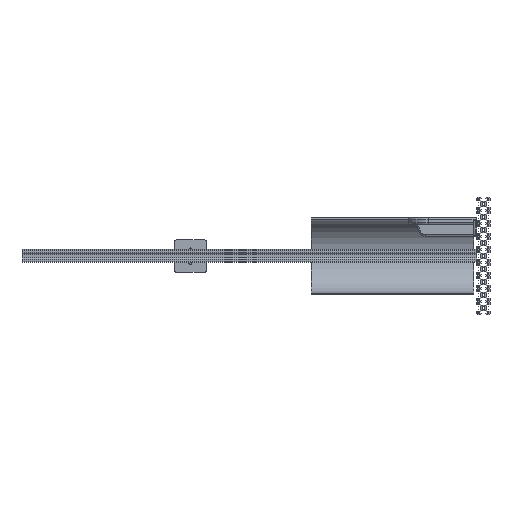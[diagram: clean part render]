
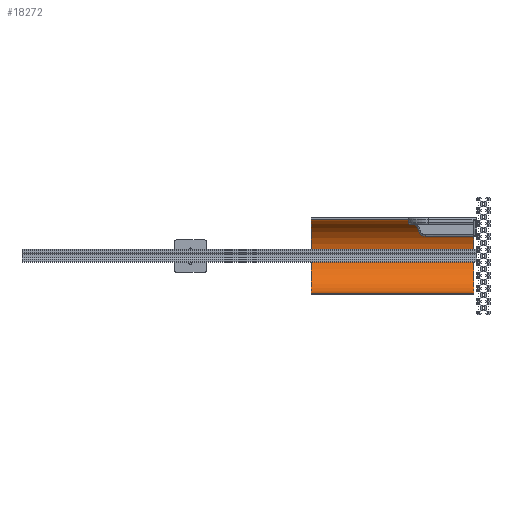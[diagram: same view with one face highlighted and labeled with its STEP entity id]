
A CAD part, left-side view. The second image highlights one B-rep face of the part: STEP entity #18272.
In plain terms, the highlighted cylindrical face has radius 56.735 mm (diameter 113.47 mm), a partial arc.
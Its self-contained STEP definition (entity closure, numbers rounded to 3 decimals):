
#62=B_SPLINE_CURVE_WITH_KNOTS('',3,(#28288,#28289,#28290,#28291,#28292,
#28293,#28294,#28295,#28296,#28297,#28298,#28299,#28300,#28301,#28302,#28303,
#28304,#28305,#28306,#28307,#28308,#28309,#28310,#28311,#28312,#28313,#28314,
#28315,#28316,#28317,#28318,#28319,#28320,#28321),.UNSPECIFIED.,.T.,.F.,
(4,2,2,2,2,2,2,2,2,2,2,2,2,2,2,2,4),(0.,0.103,0.207,
0.315,0.423,0.53,0.638,
0.741,0.844,0.948,1.051,
1.158,1.265,1.373,1.482,1.585,
1.689),.UNSPECIFIED.);
#64=B_SPLINE_CURVE_WITH_KNOTS('',3,(#28360,#28361,#28362,#28363,#28364,
#28365,#28366,#28367,#28368,#28369,#28370,#28371,#28372,#28373,#28374,#28375,
#28376,#28377,#28378,#28379,#28380,#28381,#28382,#28383,#28384,#28385,#28386,
#28387,#28388,#28389,#28390,#28391,#28392,#28393),.UNSPECIFIED.,.T.,.F.,
(4,2,2,2,2,2,2,2,2,2,2,2,2,2,2,2,4),(0.,0.103,0.207,
0.315,0.423,0.53,0.638,
0.741,0.844,0.948,1.051,1.158,
1.265,1.373,1.482,1.585,1.689),
 .UNSPECIFIED.);
#202=FACE_BOUND('',#2358,.T.);
#203=FACE_BOUND('',#2359,.T.);
#362=CIRCLE('',#19299,56.735);
#363=CIRCLE('',#19300,56.735);
#602=CYLINDRICAL_SURFACE('',#19298,56.735);
#1348=FACE_OUTER_BOUND('',#2357,.T.);
#2357=EDGE_LOOP('',(#15373,#15374,#15375,#15376));
#2358=EDGE_LOOP('',(#15377));
#2359=EDGE_LOOP('',(#15378));
#4482=LINE('',#28438,#6768);
#4483=LINE('',#28444,#6769);
#6768=VECTOR('',#23039,10.);
#6769=VECTOR('',#23046,10.);
#8518=VERTEX_POINT('',#28287);
#8520=VERTEX_POINT('',#28359);
#8523=VERTEX_POINT('',#28432);
#8525=VERTEX_POINT('',#28436);
#8526=VERTEX_POINT('',#28440);
#8527=VERTEX_POINT('',#28442);
#10877=EDGE_CURVE('',#8518,#8518,#62,.T.);
#10880=EDGE_CURVE('',#8520,#8520,#64,.T.);
#10886=EDGE_CURVE('',#8523,#8525,#4482,.T.);
#10887=EDGE_CURVE('',#8523,#8526,#362,.T.);
#10888=EDGE_CURVE('',#8527,#8525,#363,.T.);
#10889=EDGE_CURVE('',#8526,#8527,#4483,.T.);
#15373=ORIENTED_EDGE('',*,*,#10887,.F.);
#15374=ORIENTED_EDGE('',*,*,#10886,.T.);
#15375=ORIENTED_EDGE('',*,*,#10888,.F.);
#15376=ORIENTED_EDGE('',*,*,#10889,.F.);
#15377=ORIENTED_EDGE('',*,*,#10877,.T.);
#15378=ORIENTED_EDGE('',*,*,#10880,.T.);
#18272=ADVANCED_FACE('',(#1348,#202,#203),#602,.F.);
#19298=AXIS2_PLACEMENT_3D('',#28439,#23040,#23041);
#19299=AXIS2_PLACEMENT_3D('',#28441,#23042,#23043);
#19300=AXIS2_PLACEMENT_3D('',#28443,#23044,#23045);
#23039=DIRECTION('',(0.,1.,0.));
#23040=DIRECTION('center_axis',(0.,1.,0.));
#23041=DIRECTION('ref_axis',(0.,0.,1.));
#23042=DIRECTION('center_axis',(0.,1.,0.));
#23043=DIRECTION('ref_axis',(0.,0.,1.));
#23044=DIRECTION('center_axis',(0.,-1.,0.));
#23045=DIRECTION('ref_axis',(0.,0.,1.));
#23046=DIRECTION('',(0.,1.,0.));
#28287=CARTESIAN_POINT('',(12.75,136.945,137.087));
#28288=CARTESIAN_POINT('Ctrl Pts',(12.75,136.945,137.087));
#28289=CARTESIAN_POINT('Ctrl Pts',(12.75,137.289,137.087));
#28290=CARTESIAN_POINT('Ctrl Pts',(12.681,137.656,137.11));
#28291=CARTESIAN_POINT('Ctrl Pts',(12.405,138.327,137.2));
#28292=CARTESIAN_POINT('Ctrl Pts',(12.197,138.632,137.267));
#28293=CARTESIAN_POINT('Ctrl Pts',(11.714,139.124,137.418));
#28294=CARTESIAN_POINT('Ctrl Pts',(11.402,139.339,137.514));
#28295=CARTESIAN_POINT('Ctrl Pts',(10.719,139.625,137.715));
#28296=CARTESIAN_POINT('Ctrl Pts',(10.348,139.695,137.821));
#28297=CARTESIAN_POINT('Ctrl Pts',(9.656,139.695,138.011));
#28298=CARTESIAN_POINT('Ctrl Pts',(9.287,139.626,138.108));
#28299=CARTESIAN_POINT('Ctrl Pts',(8.605,139.343,138.281));
#28300=CARTESIAN_POINT('Ctrl Pts',(8.292,139.128,138.357));
#28301=CARTESIAN_POINT('Ctrl Pts',(7.805,138.636,138.472));
#28302=CARTESIAN_POINT('Ctrl Pts',(7.596,138.33,138.519));
#28303=CARTESIAN_POINT('Ctrl Pts',(7.319,137.656,138.582));
#28304=CARTESIAN_POINT('Ctrl Pts',(7.25,137.289,138.597));
#28305=CARTESIAN_POINT('Ctrl Pts',(7.25,136.6,138.597));
#28306=CARTESIAN_POINT('Ctrl Pts',(7.319,136.233,138.582));
#28307=CARTESIAN_POINT('Ctrl Pts',(7.596,135.56,138.519));
#28308=CARTESIAN_POINT('Ctrl Pts',(7.805,135.253,138.472));
#28309=CARTESIAN_POINT('Ctrl Pts',(8.292,134.761,138.357));
#28310=CARTESIAN_POINT('Ctrl Pts',(8.605,134.546,138.281));
#28311=CARTESIAN_POINT('Ctrl Pts',(9.287,134.263,138.108));
#28312=CARTESIAN_POINT('Ctrl Pts',(9.656,134.195,138.011));
#28313=CARTESIAN_POINT('Ctrl Pts',(10.348,134.195,137.821));
#28314=CARTESIAN_POINT('Ctrl Pts',(10.719,134.264,137.715));
#28315=CARTESIAN_POINT('Ctrl Pts',(11.402,134.55,137.514));
#28316=CARTESIAN_POINT('Ctrl Pts',(11.714,134.765,137.418));
#28317=CARTESIAN_POINT('Ctrl Pts',(12.197,135.257,137.267));
#28318=CARTESIAN_POINT('Ctrl Pts',(12.405,135.562,137.2));
#28319=CARTESIAN_POINT('Ctrl Pts',(12.681,136.233,137.11));
#28320=CARTESIAN_POINT('Ctrl Pts',(12.75,136.6,137.087));
#28321=CARTESIAN_POINT('Ctrl Pts',(12.75,136.945,137.087));
#28359=CARTESIAN_POINT('',(12.75,96.945,137.087));
#28360=CARTESIAN_POINT('Ctrl Pts',(12.75,96.945,137.087));
#28361=CARTESIAN_POINT('Ctrl Pts',(12.75,97.289,137.087));
#28362=CARTESIAN_POINT('Ctrl Pts',(12.681,97.656,137.11));
#28363=CARTESIAN_POINT('Ctrl Pts',(12.405,98.327,137.2));
#28364=CARTESIAN_POINT('Ctrl Pts',(12.197,98.632,137.267));
#28365=CARTESIAN_POINT('Ctrl Pts',(11.714,99.124,137.418));
#28366=CARTESIAN_POINT('Ctrl Pts',(11.402,99.339,137.514));
#28367=CARTESIAN_POINT('Ctrl Pts',(10.719,99.625,137.715));
#28368=CARTESIAN_POINT('Ctrl Pts',(10.348,99.695,137.821));
#28369=CARTESIAN_POINT('Ctrl Pts',(9.656,99.695,138.011));
#28370=CARTESIAN_POINT('Ctrl Pts',(9.287,99.626,138.108));
#28371=CARTESIAN_POINT('Ctrl Pts',(8.605,99.343,138.281));
#28372=CARTESIAN_POINT('Ctrl Pts',(8.292,99.128,138.357));
#28373=CARTESIAN_POINT('Ctrl Pts',(7.805,98.636,138.472));
#28374=CARTESIAN_POINT('Ctrl Pts',(7.596,98.33,138.519));
#28375=CARTESIAN_POINT('Ctrl Pts',(7.319,97.656,138.582));
#28376=CARTESIAN_POINT('Ctrl Pts',(7.25,97.289,138.597));
#28377=CARTESIAN_POINT('Ctrl Pts',(7.25,96.6,138.597));
#28378=CARTESIAN_POINT('Ctrl Pts',(7.319,96.233,138.582));
#28379=CARTESIAN_POINT('Ctrl Pts',(7.596,95.56,138.519));
#28380=CARTESIAN_POINT('Ctrl Pts',(7.805,95.253,138.472));
#28381=CARTESIAN_POINT('Ctrl Pts',(8.292,94.761,138.357));
#28382=CARTESIAN_POINT('Ctrl Pts',(8.605,94.546,138.281));
#28383=CARTESIAN_POINT('Ctrl Pts',(9.287,94.263,138.108));
#28384=CARTESIAN_POINT('Ctrl Pts',(9.656,94.195,138.011));
#28385=CARTESIAN_POINT('Ctrl Pts',(10.348,94.195,137.821));
#28386=CARTESIAN_POINT('Ctrl Pts',(10.719,94.264,137.715));
#28387=CARTESIAN_POINT('Ctrl Pts',(11.402,94.55,137.514));
#28388=CARTESIAN_POINT('Ctrl Pts',(11.714,94.765,137.418));
#28389=CARTESIAN_POINT('Ctrl Pts',(12.197,95.257,137.267));
#28390=CARTESIAN_POINT('Ctrl Pts',(12.405,95.562,137.2));
#28391=CARTESIAN_POINT('Ctrl Pts',(12.681,96.233,137.11));
#28392=CARTESIAN_POINT('Ctrl Pts',(12.75,96.6,137.087));
#28393=CARTESIAN_POINT('Ctrl Pts',(12.75,96.945,137.087));
#28432=CARTESIAN_POINT('',(-5.,66.945,139.935));
#28436=CARTESIAN_POINT('',(-5.,316.945,139.935));
#28438=CARTESIAN_POINT('',(-5.,66.945,139.935));
#28439=CARTESIAN_POINT('Origin',(-5.,66.945,83.2));
#28440=CARTESIAN_POINT('',(-5.,66.945,26.465));
#28441=CARTESIAN_POINT('Origin',(-5.,66.945,83.2));
#28442=CARTESIAN_POINT('',(-5.,316.945,26.465));
#28443=CARTESIAN_POINT('Origin',(-5.,316.945,83.2));
#28444=CARTESIAN_POINT('',(-5.,66.945,26.465));
